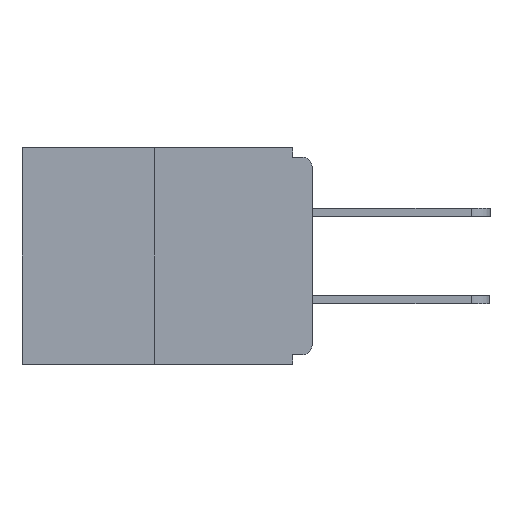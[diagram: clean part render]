
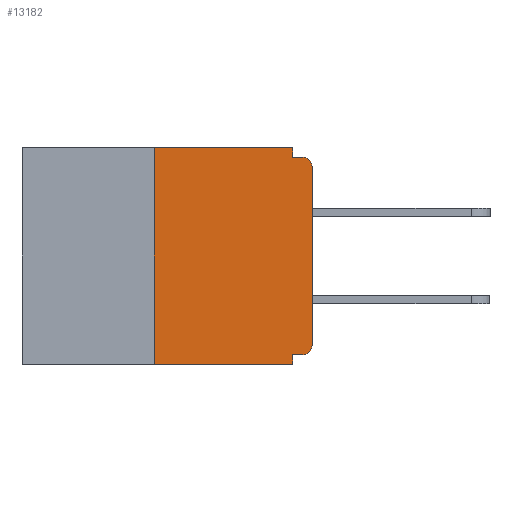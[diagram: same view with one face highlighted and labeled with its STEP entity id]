
A CAD part, left-side view. The second image highlights one B-rep face of the part: STEP entity #13182.
In plain terms, the highlighted planar face has unit normal (-1, 0, 0).
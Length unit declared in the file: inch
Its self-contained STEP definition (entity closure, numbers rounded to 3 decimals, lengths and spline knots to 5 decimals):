
#64 = LINE ( 'NONE', #663, #12926 ) ;
#93 = CIRCLE ( 'NONE', #2951, 0.015 ) ;
#140 = VERTEX_POINT ( 'NONE', #10010 ) ;
#143 = CARTESIAN_POINT ( 'NONE',  ( 0., 0.46, 0. ) ) ;
#146 = PLANE ( 'NONE',  #7929 ) ;
#217 = CARTESIAN_POINT ( 'NONE',  ( 0., 0., -0.015 ) ) ;
#318 = DIRECTION ( 'NONE',  ( 1., 0., 0. ) ) ;
#663 = CARTESIAN_POINT ( 'NONE',  ( 0., 0.031, 0. ) ) ;
#727 = CARTESIAN_POINT ( 'NONE',  ( 0., 0.031, -0.343 ) ) ;
#862 = DIRECTION ( 'NONE',  ( 0., 0., -1. ) ) ;
#1038 = VERTEX_POINT ( 'NONE', #3493 ) ;
#1199 = LINE ( 'NONE', #217, #16331 ) ;
#1244 = CARTESIAN_POINT ( 'NONE',  ( 0., 0., -0.03 ) ) ;
#1446 = VERTEX_POINT ( 'NONE', #8104 ) ;
#1716 = VERTEX_POINT ( 'NONE', #18415 ) ;
#1793 = CARTESIAN_POINT ( 'NONE',  ( 0., 0., 0. ) ) ;
#2117 = LINE ( 'NONE', #2155, #14253 ) ;
#2147 = CARTESIAN_POINT ( 'NONE',  ( 0., 0.46, 0. ) ) ;
#2155 = CARTESIAN_POINT ( 'NONE',  ( 0., 0.46, -0.343 ) ) ;
#2285 = EDGE_CURVE ( 'NONE', #3187, #140, #13496, .T. ) ;
#2575 = ORIENTED_EDGE ( 'NONE', *, *, #5238, .T. ) ;
#2835 = ORIENTED_EDGE ( 'NONE', *, *, #2285, .F. ) ;
#2908 = LINE ( 'NONE', #5919, #14559 ) ;
#2951 = AXIS2_PLACEMENT_3D ( 'NONE', #7062, #18980, #17290 ) ;
#3054 = VERTEX_POINT ( 'NONE', #9482 ) ;
#3148 = ORIENTED_EDGE ( 'NONE', *, *, #6553, .T. ) ;
#3187 = VERTEX_POINT ( 'NONE', #7643 ) ;
#3241 = DIRECTION ( 'NONE',  ( 0., -1., 0. ) ) ;
#3276 = DIRECTION ( 'NONE',  ( 0., 0., 1. ) ) ;
#3362 = ORIENTED_EDGE ( 'NONE', *, *, #12176, .F. ) ;
#3493 = CARTESIAN_POINT ( 'NONE',  ( 0., 0.25, 0. ) ) ;
#3631 = ORIENTED_EDGE ( 'NONE', *, *, #17848, .F. ) ;
#4125 = CARTESIAN_POINT ( 'NONE',  ( 0., 0., -0.313 ) ) ;
#4905 = CARTESIAN_POINT ( 'NONE',  ( 0., 0., -0.328 ) ) ;
#4928 = LINE ( 'NONE', #1793, #13841 ) ;
#5227 = DIRECTION ( 'NONE',  ( 0., 0., -1. ) ) ;
#5238 = EDGE_CURVE ( 'NONE', #12004, #15310, #14960, .T. ) ;
#5535 = VERTEX_POINT ( 'NONE', #4125 ) ;
#5919 = CARTESIAN_POINT ( 'NONE',  ( 0., 0.25, 0. ) ) ;
#6553 = EDGE_CURVE ( 'NONE', #3054, #9348, #2117, .T. ) ;
#7062 = CARTESIAN_POINT ( 'NONE',  ( 0., 0.015, -0.313 ) ) ;
#7643 = CARTESIAN_POINT ( 'NONE',  ( 0., 0.015, -0.328 ) ) ;
#7691 = FACE_OUTER_BOUND ( 'NONE', #17989, .T. ) ;
#7786 = EDGE_CURVE ( 'NONE', #3187, #5535, #93, .T. ) ;
#7915 = DIRECTION ( 'NONE',  ( 0., 1., 0. ) ) ;
#7929 = AXIS2_PLACEMENT_3D ( 'NONE', #2147, #318, #9400 ) ;
#7950 = EDGE_CURVE ( 'NONE', #5535, #12004, #4928, .T. ) ;
#8104 = CARTESIAN_POINT ( 'NONE',  ( 0., 0.031, 0. ) ) ;
#8458 = EDGE_CURVE ( 'NONE', #1716, #15310, #1199, .T. ) ;
#9049 = AXIS2_PLACEMENT_3D ( 'NONE', #13983, #16786, #11051 ) ;
#9348 = VERTEX_POINT ( 'NONE', #17003 ) ;
#9388 = VECTOR ( 'NONE', #3241, 39.37008 ) ;
#9400 = DIRECTION ( 'NONE',  ( 0., 0., -1. ) ) ;
#9482 = CARTESIAN_POINT ( 'NONE',  ( 0., 0.25, -0.343 ) ) ;
#9556 = ORIENTED_EDGE ( 'NONE', *, *, #14357, .F. ) ;
#10010 = CARTESIAN_POINT ( 'NONE',  ( 0., 0.031, -0.328 ) ) ;
#10966 = LINE ( 'NONE', #143, #9388 ) ;
#11051 = DIRECTION ( 'NONE',  ( 0., 0., -1. ) ) ;
#11957 = DIRECTION ( 'NONE',  ( 0., 0., 1. ) ) ;
#11980 = DIRECTION ( 'NONE',  ( 0., -1., 0. ) ) ;
#12004 = VERTEX_POINT ( 'NONE', #1244 ) ;
#12176 = EDGE_CURVE ( 'NONE', #140, #9348, #18501, .T. ) ;
#12926 = VECTOR ( 'NONE', #862, 39.37008 ) ;
#13182 = ADVANCED_FACE ( 'NONE', ( #7691 ), #146, .F. ) ;
#13496 = LINE ( 'NONE', #4905, #14833 ) ;
#13841 = VECTOR ( 'NONE', #3276, 39.37008 ) ;
#13863 = DIRECTION ( 'NONE',  ( 0., -1., 0. ) ) ;
#13983 = CARTESIAN_POINT ( 'NONE',  ( 0., 0.015, -0.03 ) ) ;
#14253 = VECTOR ( 'NONE', #13863, 39.37008 ) ;
#14349 = VECTOR ( 'NONE', #5227, 39.37008 ) ;
#14357 = EDGE_CURVE ( 'NONE', #1038, #1446, #10966, .T. ) ;
#14500 = ORIENTED_EDGE ( 'NONE', *, *, #16397, .F. ) ;
#14559 = VECTOR ( 'NONE', #11957, 39.37008 ) ;
#14833 = VECTOR ( 'NONE', #7915, 39.37008 ) ;
#14960 = CIRCLE ( 'NONE', #9049, 0.015 ) ;
#15111 = ORIENTED_EDGE ( 'NONE', *, *, #7950, .T. ) ;
#15310 = VERTEX_POINT ( 'NONE', #17137 ) ;
#16331 = VECTOR ( 'NONE', #11980, 39.37008 ) ;
#16397 = EDGE_CURVE ( 'NONE', #3054, #1038, #2908, .T. ) ;
#16786 = DIRECTION ( 'NONE',  ( -1., 0., 0. ) ) ;
#16915 = ORIENTED_EDGE ( 'NONE', *, *, #8458, .F. ) ;
#17003 = CARTESIAN_POINT ( 'NONE',  ( 0., 0.031, -0.343 ) ) ;
#17137 = CARTESIAN_POINT ( 'NONE',  ( 0., 0.015, -0.015 ) ) ;
#17290 = DIRECTION ( 'NONE',  ( 0., 0., -1. ) ) ;
#17848 = EDGE_CURVE ( 'NONE', #1446, #1716, #64, .T. ) ;
#17989 = EDGE_LOOP ( 'NONE', ( #9556, #14500, #3148, #3362, #2835, #18086, #15111, #2575, #16915, #3631 ) ) ;
#18086 = ORIENTED_EDGE ( 'NONE', *, *, #7786, .T. ) ;
#18415 = CARTESIAN_POINT ( 'NONE',  ( 0., 0.031, -0.015 ) ) ;
#18501 = LINE ( 'NONE', #727, #14349 ) ;
#18980 = DIRECTION ( 'NONE',  ( -1., 0., 0. ) ) ;
